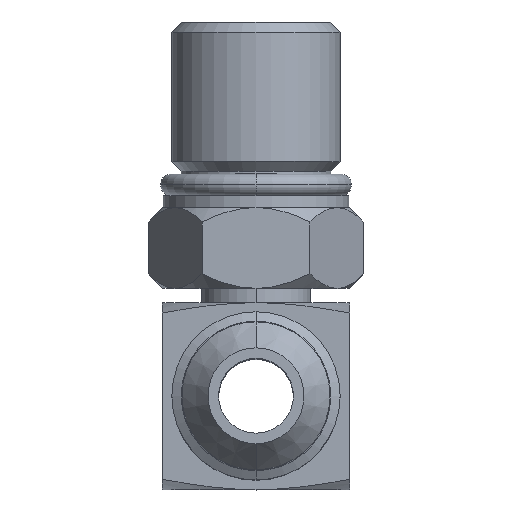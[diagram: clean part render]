
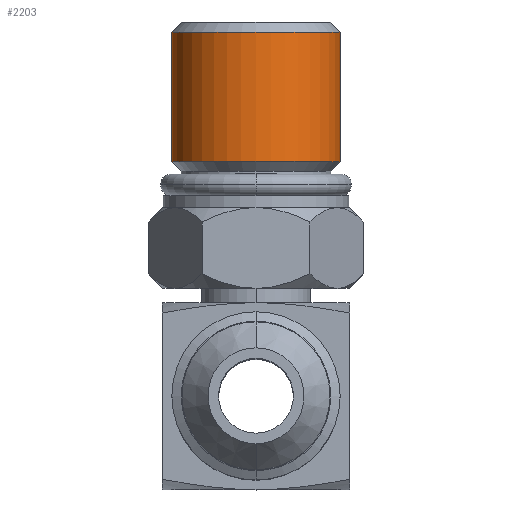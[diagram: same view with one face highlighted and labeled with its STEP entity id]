
A CAD part, top view. The second image highlights one B-rep face of the part: STEP entity #2203.
In plain terms, the highlighted cylindrical face has radius 7.144 mm (diameter 14.287 mm), a partial arc.
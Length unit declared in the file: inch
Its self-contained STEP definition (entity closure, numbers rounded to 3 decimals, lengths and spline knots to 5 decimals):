
#569=CARTESIAN_POINT('',(0.,0.7845,0.));
#570=DIRECTION('',(0.,-1.,0.));
#571=DIRECTION('',(1.,0.,0.));
#572=AXIS2_PLACEMENT_3D('',#569,#570,#571);
#577=DIRECTION('',(0.,1.,0.));
#578=VECTOR('',#577,0.432);
#579=CARTESIAN_POINT('',(0.28125,0.7845,0.));
#580=LINE('',#579,#578);
#584=DIRECTION('',(0.,1.,0.));
#585=VECTOR('',#584,0.432);
#586=CARTESIAN_POINT('',(-0.28125,0.7845,0.));
#587=LINE('',#586,#585);
#621=CARTESIAN_POINT('',(0.,1.2165,0.));
#622=DIRECTION('',(0.,-1.,0.));
#623=DIRECTION('',(1.,0.,0.));
#624=AXIS2_PLACEMENT_3D('',#621,#622,#623);
#1555=CARTESIAN_POINT('',(0.28125,0.7845,0.));
#1556=VERTEX_POINT('',#1555);
#1557=CARTESIAN_POINT('',(0.28125,1.2165,0.));
#1558=VERTEX_POINT('',#1557);
#1565=CARTESIAN_POINT('',(-0.28125,0.7845,0.));
#1566=VERTEX_POINT('',#1565);
#1567=CARTESIAN_POINT('',(-0.28125,1.2165,0.));
#1568=VERTEX_POINT('',#1567);
#2189=CARTESIAN_POINT('',(0.,1.2815,0.));
#2190=DIRECTION('',(0.,-1.,0.));
#2191=DIRECTION('',(-1.,0.,0.));
#2192=AXIS2_PLACEMENT_3D('',#2189,#2190,#2191);
#2193=CYLINDRICAL_SURFACE('',#2192,0.28125);
#2195=ORIENTED_EDGE('',*,*,#2194,.F.);
#2196=ORIENTED_EDGE('',*,*,#2184,.T.);
#2198=ORIENTED_EDGE('',*,*,#2197,.T.);
#2200=ORIENTED_EDGE('',*,*,#2199,.F.);
#2201=EDGE_LOOP('',(#2195,#2196,#2198,#2200));
#2202=FACE_OUTER_BOUND('',#2201,.F.);
#573=CIRCLE('',#572,0.28125);
#625=CIRCLE('',#624,0.28125);
#2184=EDGE_CURVE('',#1556,#1566,#573,.T.);
#2194=EDGE_CURVE('',#1556,#1558,#580,.T.);
#2197=EDGE_CURVE('',#1566,#1568,#587,.T.);
#2199=EDGE_CURVE('',#1558,#1568,#625,.T.);
#2203=ADVANCED_FACE('',(#2202),#2193,.T.);
